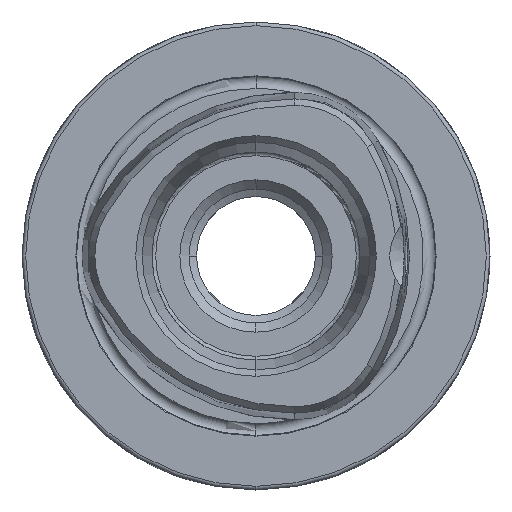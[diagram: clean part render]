
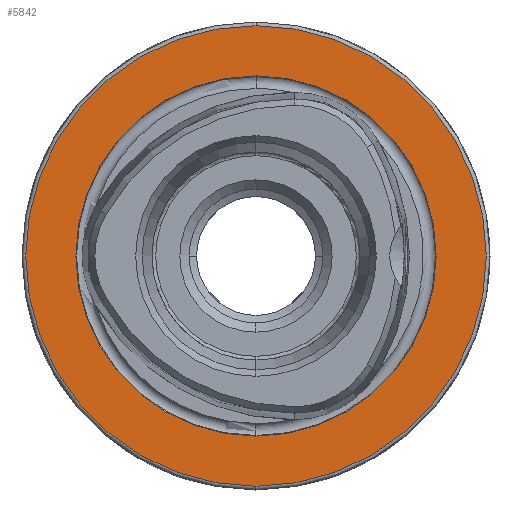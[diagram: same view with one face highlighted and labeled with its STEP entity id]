
A CAD part, left-side view. The second image highlights one B-rep face of the part: STEP entity #5842.
In plain terms, the highlighted planar face has unit normal (-1, 0, 0).
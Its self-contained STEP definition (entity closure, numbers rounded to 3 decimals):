
#67 = CARTESIAN_POINT ( 'NONE',  ( 0., 0., 24.25 ) ) ;
#183 = DIRECTION ( 'NONE',  ( 0., 0., 1. ) ) ;
#211 = EDGE_CURVE ( 'NONE', #5249, #4149, #654, .T. ) ;
#543 = CARTESIAN_POINT ( 'NONE',  ( 0., 0., -24.25 ) ) ;
#654 = CIRCLE ( 'NONE', #5262, 31. ) ;
#770 = DIRECTION ( 'NONE',  ( -1., 0., 0. ) ) ;
#983 = ORIENTED_EDGE ( 'NONE', *, *, #2911, .T. ) ;
#1100 = PLANE ( 'NONE',  #5922 ) ;
#1147 = CARTESIAN_POINT ( 'NONE',  ( 0., 24.25, 0. ) ) ;
#1357 = DIRECTION ( 'NONE',  ( 0., 0., 1. ) ) ;
#1400 = CARTESIAN_POINT ( 'NONE',  ( 0., 0., 0. ) ) ;
#1452 = EDGE_CURVE ( 'NONE', #7196, #6634, #2561, .T. ) ;
#1997 = DIRECTION ( 'NONE',  ( -1., 0., 0. ) ) ;
#2020 = ORIENTED_EDGE ( 'NONE', *, *, #1452, .F. ) ;
#2435 = CARTESIAN_POINT ( 'NONE',  ( 0., 0., 0. ) ) ;
#2561 = CIRCLE ( 'NONE', #6974, 24.25 ) ;
#2677 = EDGE_LOOP ( 'NONE', ( #2020, #5657 ) ) ;
#2911 = EDGE_CURVE ( 'NONE', #4149, #5249, #4383, .T. ) ;
#3916 = FACE_BOUND ( 'NONE', #2677, .T. ) ;
#4149 = VERTEX_POINT ( 'NONE', #5993 ) ;
#4323 = DIRECTION ( 'NONE',  ( 0., 0., 1. ) ) ;
#4383 = CIRCLE ( 'NONE', #6486, 31. ) ;
#4647 = DIRECTION ( 'NONE',  ( 0., 0., 1. ) ) ;
#4678 = CARTESIAN_POINT ( 'NONE',  ( 0., 0., 0. ) ) ;
#5059 = DIRECTION ( 'NONE',  ( 1., 0., 0. ) ) ;
#5249 = VERTEX_POINT ( 'NONE', #6758 ) ;
#5251 = CIRCLE ( 'NONE', #6109, 24.25 ) ;
#5262 = AXIS2_PLACEMENT_3D ( 'NONE', #4678, #5737, #183 ) ;
#5558 = EDGE_CURVE ( 'NONE', #6634, #7196, #5251, .T. ) ;
#5657 = ORIENTED_EDGE ( 'NONE', *, *, #5558, .F. ) ;
#5681 = FACE_OUTER_BOUND ( 'NONE', #6288, .T. ) ;
#5737 = DIRECTION ( 'NONE',  ( -1., 0., 0. ) ) ;
#5793 = DIRECTION ( 'NONE',  ( -1., 0., 0. ) ) ;
#5842 = ADVANCED_FACE ( 'NONE', ( #3916, #5681 ), #1100, .F. ) ;
#5922 = AXIS2_PLACEMENT_3D ( 'NONE', #1147, #5059, #6193 ) ;
#5993 = CARTESIAN_POINT ( 'NONE',  ( 0., 0., 31. ) ) ;
#6109 = AXIS2_PLACEMENT_3D ( 'NONE', #1400, #1997, #4323 ) ;
#6193 = DIRECTION ( 'NONE',  ( 0., 0., -1. ) ) ;
#6288 = EDGE_LOOP ( 'NONE', ( #983, #6718 ) ) ;
#6486 = AXIS2_PLACEMENT_3D ( 'NONE', #6903, #770, #4647 ) ;
#6634 = VERTEX_POINT ( 'NONE', #543 ) ;
#6718 = ORIENTED_EDGE ( 'NONE', *, *, #211, .T. ) ;
#6758 = CARTESIAN_POINT ( 'NONE',  ( 0., 0., -31. ) ) ;
#6903 = CARTESIAN_POINT ( 'NONE',  ( 0., 0., 0. ) ) ;
#6974 = AXIS2_PLACEMENT_3D ( 'NONE', #2435, #5793, #1357 ) ;
#7196 = VERTEX_POINT ( 'NONE', #67 ) ;
